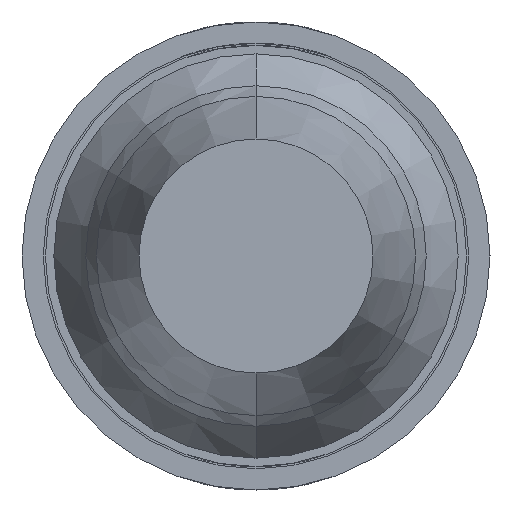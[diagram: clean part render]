
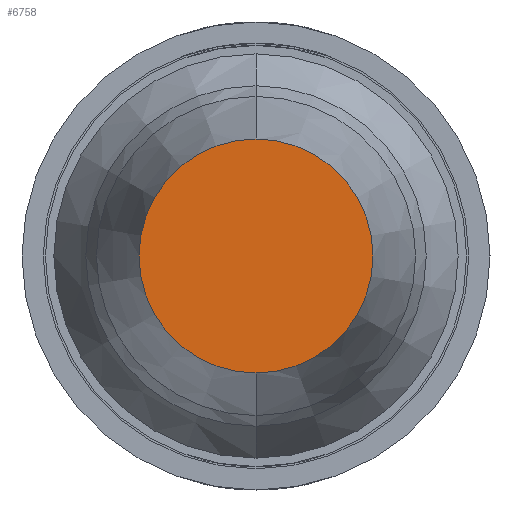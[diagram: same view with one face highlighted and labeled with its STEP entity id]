
A CAD part, front view. The second image highlights one B-rep face of the part: STEP entity #6758.
In plain terms, the highlighted planar face has unit normal (0, -1, 0).
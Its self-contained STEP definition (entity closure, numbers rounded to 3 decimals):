
#256 = DIRECTION ( 'NONE',  ( 0., 1., 0. ) ) ;
#478 = DIRECTION ( 'NONE',  ( 0., -1., 0. ) ) ;
#747 = DIRECTION ( 'NONE',  ( 0., 1., 0. ) ) ;
#915 = CARTESIAN_POINT ( 'NONE',  ( -0.55, -39.2, 0. ) ) ;
#938 = DIRECTION ( 'NONE',  ( 0., 0., -1. ) ) ;
#1305 = ORIENTED_EDGE ( 'NONE', *, *, #3857, .F. ) ;
#1430 = FACE_OUTER_BOUND ( 'NONE', #3555, .T. ) ;
#2114 = AXIS2_PLACEMENT_3D ( 'NONE', #3325, #747, #4938 ) ;
#2348 = CIRCLE ( 'NONE', #5076, 0.55 ) ;
#3093 = CIRCLE ( 'NONE', #2114, 0.55 ) ;
#3149 = CARTESIAN_POINT ( 'NONE',  ( 0., -39.2, 0.55 ) ) ;
#3325 = CARTESIAN_POINT ( 'NONE',  ( 0., -39.2, 0. ) ) ;
#3555 = EDGE_LOOP ( 'NONE', ( #5062, #1305 ) ) ;
#3857 = EDGE_CURVE ( 'Defeature ausgef�hrt1_34+Defeature ausgef�hrt1_35+Defeature ausgef�hrt1_35+Defeature ausgef�hrt1_35', #5994, #5847, #2348, .T. ) ;
#4078 = PLANE ( 'NONE',  #5042 ) ;
#4938 = DIRECTION ( 'NONE',  ( 0., 0., 1. ) ) ;
#5042 = AXIS2_PLACEMENT_3D ( 'NONE', #915, #478, #938 ) ;
#5062 = ORIENTED_EDGE ( 'NONE', *, *, #6196, .F. ) ;
#5076 = AXIS2_PLACEMENT_3D ( 'NONE', #5479, #256, #6562 ) ;
#5479 = CARTESIAN_POINT ( 'NONE',  ( 0., -39.2, 0. ) ) ;
#5847 = VERTEX_POINT ( 'NONE', #3149 ) ;
#5994 = VERTEX_POINT ( 'NONE', #6197 ) ;
#6196 = EDGE_CURVE ( 'Defeature ausgef�hrt1_34+Defeature ausgef�hrt1_35+Defeature ausgef�hrt1_35+Defeature ausgef�hrt1_35', #5847, #5994, #3093, .T. ) ;
#6197 = CARTESIAN_POINT ( 'NONE',  ( 0., -39.2, -0.55 ) ) ;
#6562 = DIRECTION ( 'NONE',  ( 0., 0., 1. ) ) ;
#6758 = ADVANCED_FACE ( 'Defeature ausgef�hrt1_35', ( #1430 ), #4078, .T. ) ;
